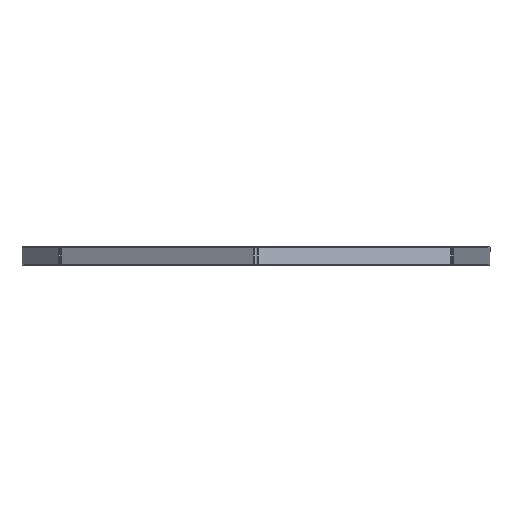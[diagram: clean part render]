
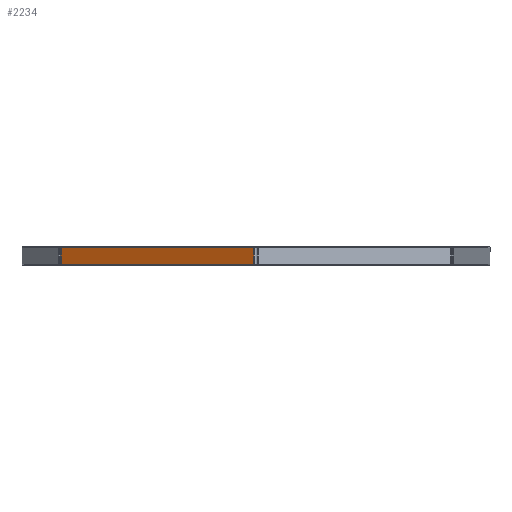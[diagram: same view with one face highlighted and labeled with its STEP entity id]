
A CAD part, left-side view. The second image highlights one B-rep face of the part: STEP entity #2234.
In plain terms, the highlighted face is planar.
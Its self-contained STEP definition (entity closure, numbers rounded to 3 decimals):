
#332=FACE_OUTER_BOUND('',#498,.T.);
#498=EDGE_LOOP('',(#1520,#1521,#1522,#1523));
#702=VERTEX_POINT('',#4521);
#703=VERTEX_POINT('',#4523);
#710=VERTEX_POINT('',#4548);
#711=VERTEX_POINT('',#4550);
#1004=EDGE_CURVE('',#703,#702,#2492,.T.);
#1017=EDGE_CURVE('',#702,#710,#2500,.T.);
#1018=EDGE_CURVE('',#711,#710,#2501,.T.);
#1019=EDGE_CURVE('',#703,#711,#2502,.T.);
#1520=ORIENTED_EDGE('',*,*,#1017,.T.);
#1521=ORIENTED_EDGE('',*,*,#1018,.F.);
#1522=ORIENTED_EDGE('',*,*,#1019,.F.);
#1523=ORIENTED_EDGE('',*,*,#1004,.T.);
#2098=PLANE('',#3123);
#2234=ADVANCED_FACE('',(#332),#2098,.T.);
#2492=LINE('',#4524,#2807);
#2500=LINE('',#4549,#2815);
#2501=LINE('',#4551,#2816);
#2502=LINE('',#4552,#2817);
#2807=VECTOR('',#3593,139.954);
#2815=VECTOR('',#3621,10.2);
#2816=VECTOR('',#3622,139.954);
#2817=VECTOR('',#3623,10.2);
#3123=AXIS2_PLACEMENT_3D('',#4547,#3619,#3620);
#3593=DIRECTION('',(0.,0.,1.));
#3619=DIRECTION('center_axis',(-1.,0.,0.));
#3620=DIRECTION('ref_axis',(0.,0.,1.));
#3621=DIRECTION('',(0.,1.,0.));
#3622=DIRECTION('',(0.,0.,1.));
#3623=DIRECTION('',(0.,1.,0.));
#4521=CARTESIAN_POINT('',(-3.,-5.1,139.954));
#4523=CARTESIAN_POINT('',(-3.,-5.1,0.));
#4524=CARTESIAN_POINT('',(-3.,-5.1,0.));
#4547=CARTESIAN_POINT('Origin',(-3.,-5.1,0.));
#4548=CARTESIAN_POINT('',(-3.,5.1,139.954));
#4549=CARTESIAN_POINT('',(-3.,-2.55,139.954));
#4550=CARTESIAN_POINT('',(-3.,5.1,0.));
#4551=CARTESIAN_POINT('',(-3.,5.1,0.));
#4552=CARTESIAN_POINT('',(-3.,-2.55,0.));
